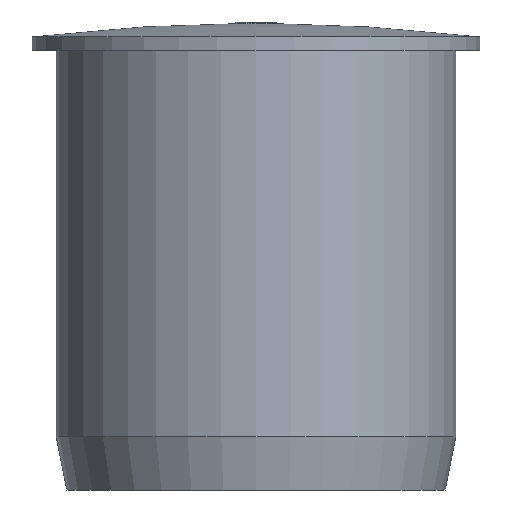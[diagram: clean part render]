
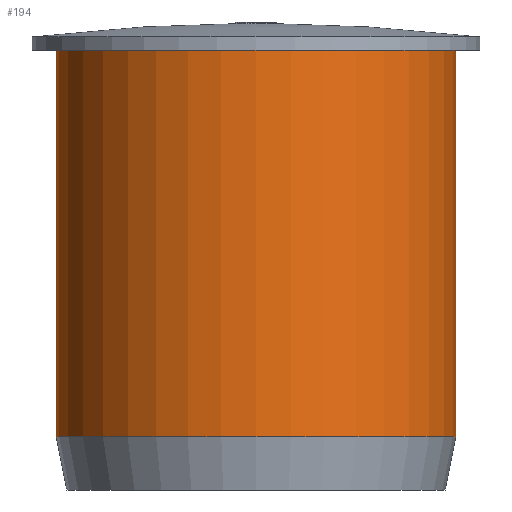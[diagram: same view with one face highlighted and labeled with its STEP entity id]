
A CAD part, front view. The second image highlights one B-rep face of the part: STEP entity #194.
In plain terms, the highlighted cylindrical face has radius 7.5 mm (diameter 15 mm), a full revolution.
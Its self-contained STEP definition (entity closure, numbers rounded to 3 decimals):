
#194=ADVANCED_FACE('',(#232,#233),#226,.T.);
#226=CYLINDRICAL_SURFACE('',#591,7.5);
#232=FACE_BOUND('',#247,.T.);
#233=FACE_BOUND('',#248,.T.);
#247=EDGE_LOOP('',(#288));
#248=EDGE_LOOP('',(#289));
#288=ORIENTED_EDGE('',*,*,#492,.T.);
#289=ORIENTED_EDGE('',*,*,#491,.T.);
#438=VERTEX_POINT('',#751);
#439=VERTEX_POINT('',#754);
#491=EDGE_CURVE('',#438,#438,#567,.T.);
#492=EDGE_CURVE('',#439,#439,#568,.T.);
#567=CIRCLE('',#588,7.5);
#568=CIRCLE('',#590,7.5);
#588=AXIS2_PLACEMENT_3D('',#750,#634,#635);
#590=AXIS2_PLACEMENT_3D('',#753,#638,#639);
#591=AXIS2_PLACEMENT_3D('',#755,#640,#641);
#634=DIRECTION('',(0.,0.,-1.));
#635=DIRECTION('',(-1.,0.,0.));
#638=DIRECTION('',(0.,0.,1.));
#639=DIRECTION('',(1.,0.,0.));
#640=DIRECTION('',(0.,0.,-1.));
#641=DIRECTION('',(-1.,0.,0.));
#750=CARTESIAN_POINT('',(0.,0.,0.));
#751=CARTESIAN_POINT('',(-7.5,0.,0.));
#753=CARTESIAN_POINT('',(0.,0.,-14.5));
#754=CARTESIAN_POINT('',(7.5,0.,-14.5));
#755=CARTESIAN_POINT('',(0.,0.,0.));
